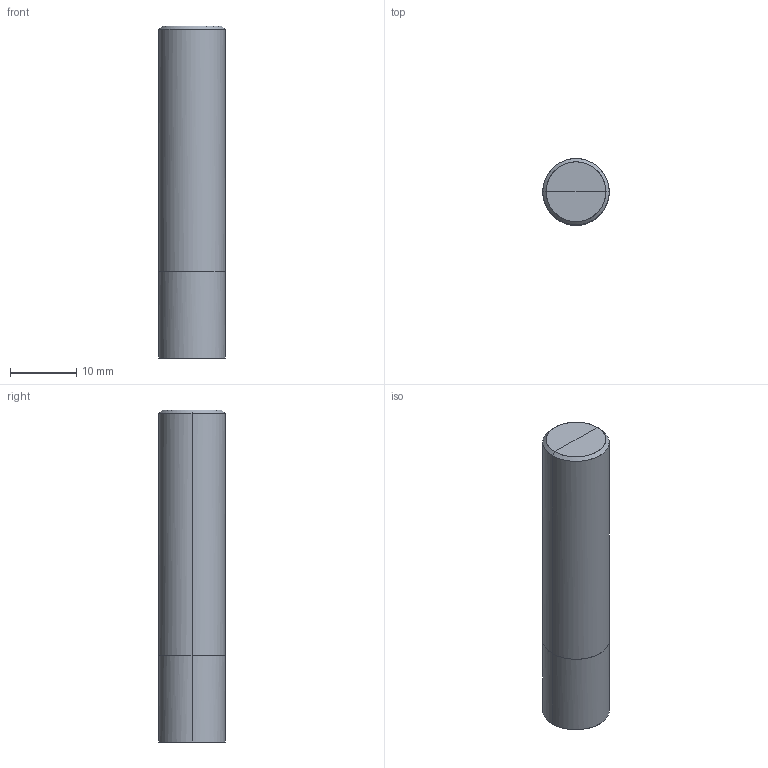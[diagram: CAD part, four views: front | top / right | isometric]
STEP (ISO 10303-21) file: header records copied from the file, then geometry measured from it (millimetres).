
FILE_DESCRIPTION(/* description */ (''),/* implementation_level */ '2;1');
FILE_NAME(/*name*/ '2510090100',/*time_stamp*/'2019-2-20T10:19:57',/*author*/ ('ISBE GmbH'),/*organization*/ ('ISBE GmbH'),/*preprocessor_version*/ 'STEP IO v1.0',/*originating_system*/ '',/*authorisation*/ '');
FILE_SCHEMA (('AUTOMOTIVE_DESIGN'));
Length unit declared in the file: millimetre
Products named in the file (1): Document
Bounding box: 10 x 10 x 50 mm (x, y, z)
Surface area: 1918.6 mm2 (no closed solid volume)
Topology: 0 solids, 20 shells, 20 faces, 83 edges, 82 vertices
Faces by surface type: bspline 20
Entity records: 439 total; most frequent: VERTEX_POINT 76, EDGE_CURVE 76, ORIENTED_EDGE 76, CARTESIAN_POINT 71, EDGE_LOOP 20, FACE_OUTER_BOUND 20, ADVANCED_FACE 20, DIRECTION 14
